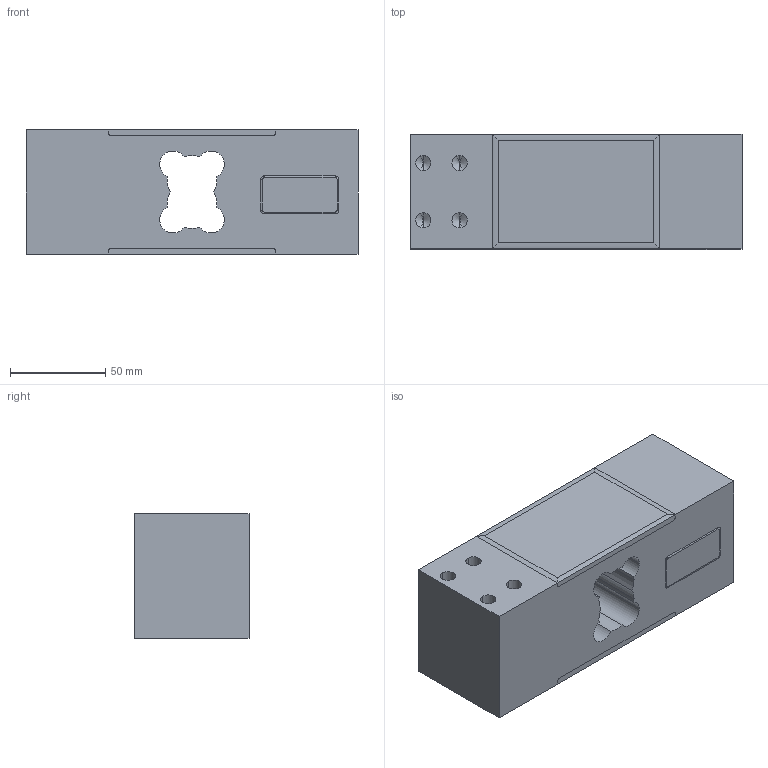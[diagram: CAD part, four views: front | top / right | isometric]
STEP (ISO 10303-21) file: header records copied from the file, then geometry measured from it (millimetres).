
FILE_DESCRIPTION(('STEP AP214'),'1');
FILE_NAME('APL 50-100-150-200-300-500 kg.stp','2018-01-10T15:46:45',(' '),(' '),'Spatial InterOp 3D',' ',' ');
FILE_SCHEMA(('AUTOMOTIVE_DESIGN { 1 0 10303 214 1 1 1 1 }'));
Length unit declared in the file: metre
Products named in the file (5): APL 50-100-150-200-300-500 kg; corpo; resina; 1; 2
Assembly tree (5 placements, depth 3):
  APL 50-100-150-200-300-500 kg
    corpo
    resina
      1
      2  x2
Bounding box: 174 x 60.25 x 65.5 mm (x, y, z)
Volume: 592765.2 mm3; surface area: 91035 mm2
Topology: 4 solids, 4 shells, 125 faces, 312 edges, 187 vertices
Faces by surface type: cylinder 64, plane 37, cone 20, torus 4
Entity records: 4335 total; most frequent: DIRECTION 626, CARTESIAN_POINT 559, ORIENTED_EDGE 536, EDGE_CURVE 268, AXIS2_PLACEMENT_3D 238, VERTEX_POINT 171, LINE 150, VECTOR 150
